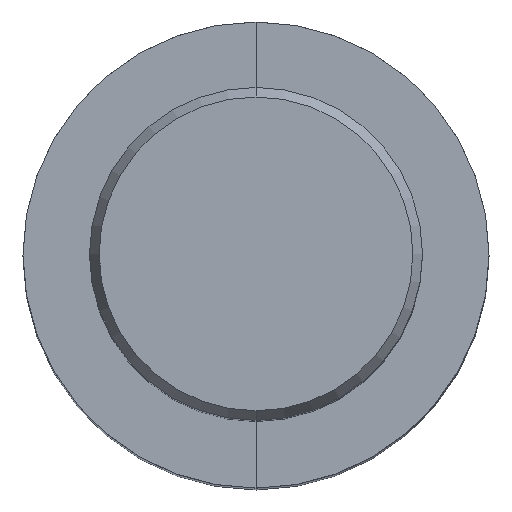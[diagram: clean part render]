
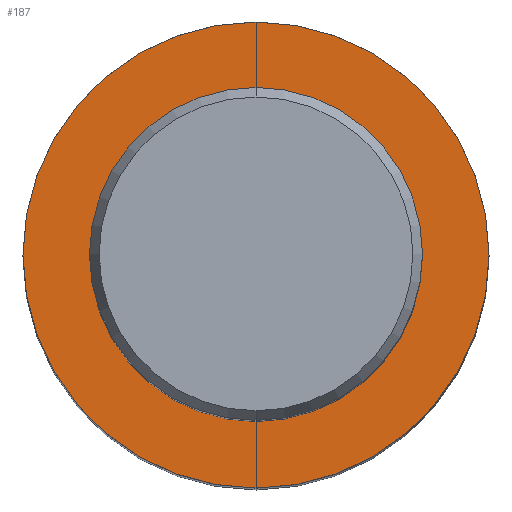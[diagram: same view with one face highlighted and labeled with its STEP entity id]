
A CAD part, top view. The second image highlights one B-rep face of the part: STEP entity #187.
In plain terms, the highlighted planar face has unit normal (0, 0, 1).
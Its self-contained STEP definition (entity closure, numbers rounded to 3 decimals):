
#179=EDGE_CURVE('',#255,#265,#389,.T.);
#187=ADVANCED_FACE('',(#399,#400),#401,.T.);
#189=EDGE_CURVE('',#241,#273,#403,.T.);
#227=EDGE_CURVE('',#265,#255,#446,.T.);
#229=EDGE_CURVE('',#273,#241,#448,.T.);
#241=VERTEX_POINT('',#460);
#255=VERTEX_POINT('',#475);
#265=VERTEX_POINT('',#486);
#273=VERTEX_POINT('',#495);
#389=CIRCLE('',#629,22.22);
#399=FACE_OUTER_BOUND('',#640,.T.);
#400=FACE_BOUND('',#641,.T.);
#401=PLANE('',#642);
#403=CIRCLE('',#645,15.875);
#446=CIRCLE('',#702,22.22);
#448=CIRCLE('',#705,15.875);
#460=CARTESIAN_POINT('',(0.0,15.875,-63.49));
#475=CARTESIAN_POINT('',(0.,-22.22,-63.49));
#486=CARTESIAN_POINT('',(0.0,22.22,-63.49));
#495=CARTESIAN_POINT('',(0.,-15.875,-63.49));
#629=AXIS2_PLACEMENT_3D('',#892,#893,#894);
#640=EDGE_LOOP('',(#915,#916));
#641=EDGE_LOOP('',(#917,#918));
#642=AXIS2_PLACEMENT_3D('',#919,#920,#921);
#645=AXIS2_PLACEMENT_3D('',#922,#923,#924);
#702=AXIS2_PLACEMENT_3D('',#976,#977,#978);
#705=AXIS2_PLACEMENT_3D('',#979,#980,#981);
#892=CARTESIAN_POINT('',(0.0,0.0,-63.49));
#893=DIRECTION('',(0.0,0.0,-1.0));
#894=DIRECTION('',(0.0,1.0,0.0));
#915=ORIENTED_EDGE('',*,*,#227,.F.);
#916=ORIENTED_EDGE('',*,*,#179,.F.);
#917=ORIENTED_EDGE('',*,*,#189,.T.);
#918=ORIENTED_EDGE('',*,*,#229,.T.);
#919=CARTESIAN_POINT('',(0.0,19.047,-63.49));
#920=DIRECTION('',(-0.0,0.0,1.0));
#921=DIRECTION('',(0.0,-1.0,0.0));
#922=CARTESIAN_POINT('',(0.0,0.0,-63.49));
#923=DIRECTION('',(0.0,0.0,-1.0));
#924=DIRECTION('',(0.0,1.0,0.0));
#976=CARTESIAN_POINT('',(0.0,0.0,-63.49));
#977=DIRECTION('',(0.0,0.0,-1.0));
#978=DIRECTION('',(0.0,1.0,0.0));
#979=CARTESIAN_POINT('',(0.0,0.0,-63.49));
#980=DIRECTION('',(0.0,0.0,-1.0));
#981=DIRECTION('',(0.0,1.0,0.0));
